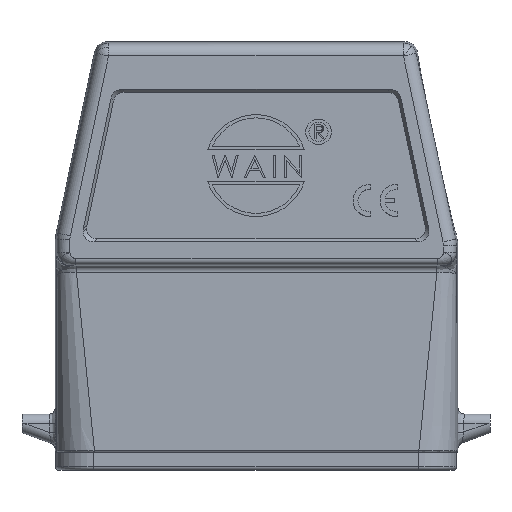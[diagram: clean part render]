
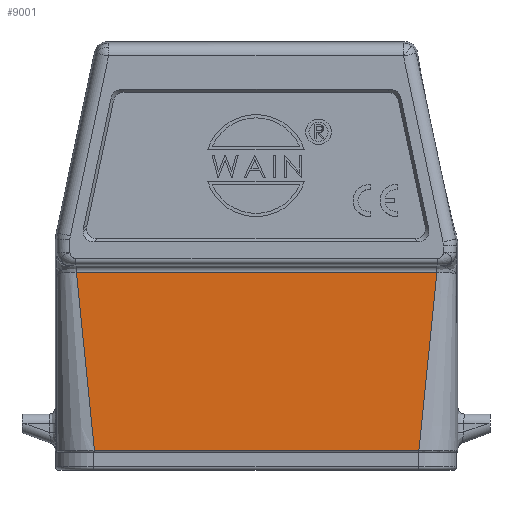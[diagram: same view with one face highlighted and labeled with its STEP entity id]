
A CAD part, top view. The second image highlights one B-rep face of the part: STEP entity #9001.
In plain terms, the highlighted planar face has unit normal (0, 0, 1).
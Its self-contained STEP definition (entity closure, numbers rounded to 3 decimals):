
#378=DIRECTION('',(0.101,-0.995,0.));
#379=VECTOR('',#378,28.101);
#380=CARTESIAN_POINT('',(-28.203,34.519,14.75));
#381=LINE('',#380,#379);
#382=DIRECTION('',(0.101,0.995,0.));
#383=VECTOR('',#382,28.101);
#384=CARTESIAN_POINT('',(25.582,6.561,14.75));
#385=LINE('',#384,#383);
#400=CARTESIAN_POINT('',(-25.377,6.561,14.75));
#591=DIRECTION('',(-1.,0.,0.));
#592=VECTOR('',#591,50.959);
#593=CARTESIAN_POINT('',(25.582,6.561,14.75));
#594=LINE('',#593,#592);
#3775=DIRECTION('',(1.,0.,0.));
#3776=VECTOR('',#3775,56.612);
#3777=CARTESIAN_POINT('',(-28.203,34.519,14.75));
#3778=LINE('',#3777,#3776);
#7211=CARTESIAN_POINT('',(-28.203,34.519,14.75));
#7212=VERTEX_POINT('',#7211);
#7214=CARTESIAN_POINT('',(28.409,34.519,14.75));
#7215=VERTEX_POINT('',#7214);
#7253=VERTEX_POINT('',#400);
#7254=CARTESIAN_POINT('',(25.582,6.561,14.75));
#7255=VERTEX_POINT('',#7254);
#8987=CARTESIAN_POINT('',(-31.5,6.261,14.75));
#8988=DIRECTION('',(0.,0.,1.));
#8989=DIRECTION('',(1.,0.,0.));
#8990=AXIS2_PLACEMENT_3D('',#8987,#8988,#8989);
#8991=PLANE('',#8990);
#8993=ORIENTED_EDGE('',*,*,#8992,.F.);
#8995=ORIENTED_EDGE('',*,*,#8994,.T.);
#8996=ORIENTED_EDGE('',*,*,#8973,.F.);
#8998=ORIENTED_EDGE('',*,*,#8997,.T.);
#8999=EDGE_LOOP('',(#8993,#8995,#8996,#8998));
#9000=FACE_OUTER_BOUND('',#8999,.F.);
#9001=ADVANCED_FACE('',(#9000),#8991,.T.);
#8973=EDGE_CURVE('',#7255,#7215,#385,.T.);
#8992=EDGE_CURVE('',#7212,#7253,#381,.T.);
#8994=EDGE_CURVE('',#7212,#7215,#3778,.T.);
#8997=EDGE_CURVE('',#7255,#7253,#594,.T.);
